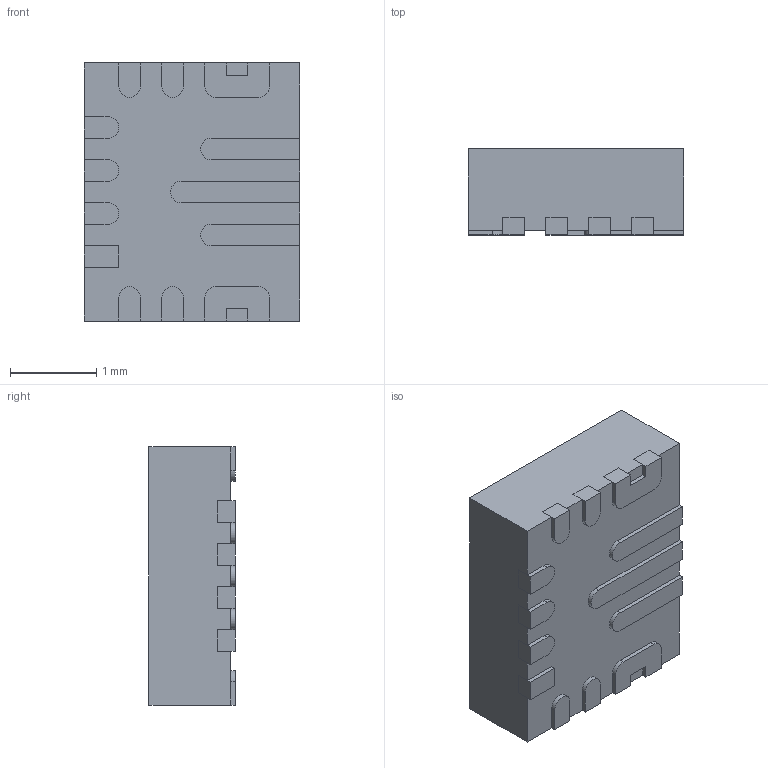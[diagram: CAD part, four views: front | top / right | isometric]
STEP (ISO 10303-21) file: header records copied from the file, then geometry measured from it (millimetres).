
FILE_DESCRIPTION (( 'STEP AP214' ), '1' );
FILE_NAME ('Assem4 - Copy.STEP', '2021-06-03T09:25:11', ( '' ), ( '' ), 'SwSTEP 2.0', 'SolidWorks 2018', '' );
FILE_SCHEMA (( 'AUTOMOTIVE_DESIGN' ));
Length unit declared in the file: millimetre
Products named in the file (2): Assem4 - Copy
Bounding box: 2.5 x 1 x 3 mm (x, y, z)
Volume: 7.2 mm3; surface area: 37.1 mm2
Topology: 15 solids, 15 shells, 165 faces, 402 edges, 268 vertices
Faces by surface type: plane 135, cylinder 30
Full cylindrical faces by diameter (mm): 0.25 x2
Entity records: 6072 total; most frequent: CARTESIAN_POINT 835, ORIENTED_EDGE 800, DIRECTION 794, EDGE_CURVE 400, LINE 340, VECTOR 340, VERTEX_POINT 268, AXIS2_PLACEMENT_3D 227
